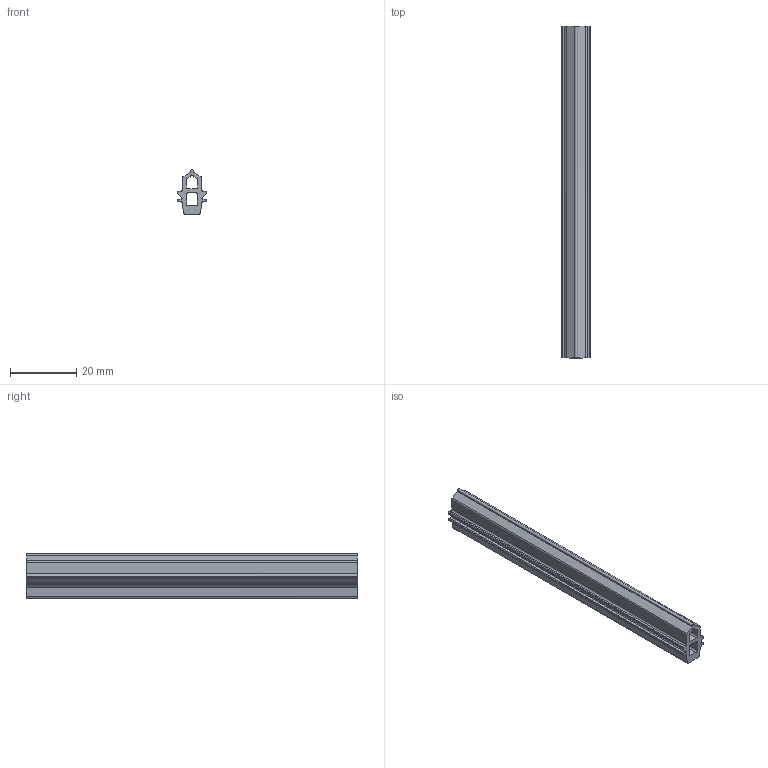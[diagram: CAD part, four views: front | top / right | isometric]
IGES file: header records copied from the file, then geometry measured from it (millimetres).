
Global section: file name: SZ1905N_A; native system: Autodesk Inventor 2015; preprocessor: unknown; author: H. Deerberg; date: 20151118.153701; units: millimetre
Bounding box: 8.5 x 100 x 13.42 mm (x, y, z)
Volume: 5174.1 mm3; surface area: 6982.8 mm2
Topology: 1 solids, 1 shells, 66 faces, 192 edges, 128 vertices
Faces by surface type: bspline 66
